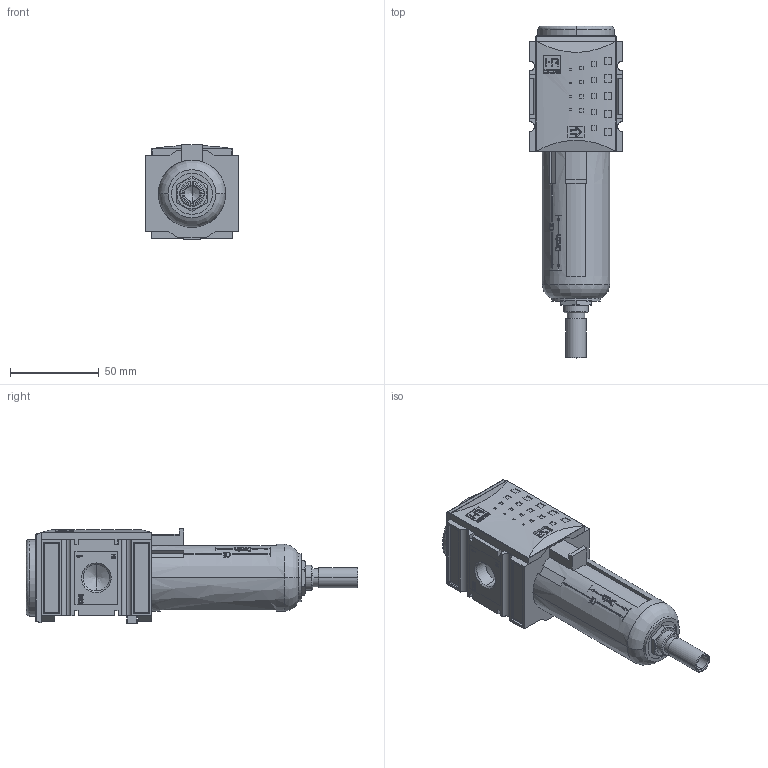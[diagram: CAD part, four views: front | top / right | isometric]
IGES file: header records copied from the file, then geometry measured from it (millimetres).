
Start section: SolidWorks IGES file using analytic representation for surfaces
Global section: file name: KPFI-138 AM.IGS; native system: SolidWorks 2013; preprocessor: SolidWorks 2013; author: technolog; date: 140109.115136; units: millimetre
Bounding box: 52 x 186.5 x 53 mm (x, y, z)
Volume: 235677.4 mm3; surface area: 54814.5 mm2
Topology: 12 solids, 12 shells, 1035 faces, 5518 edges, 7125 vertices
Faces by surface type: plane 547, revolution 332, bspline 156
